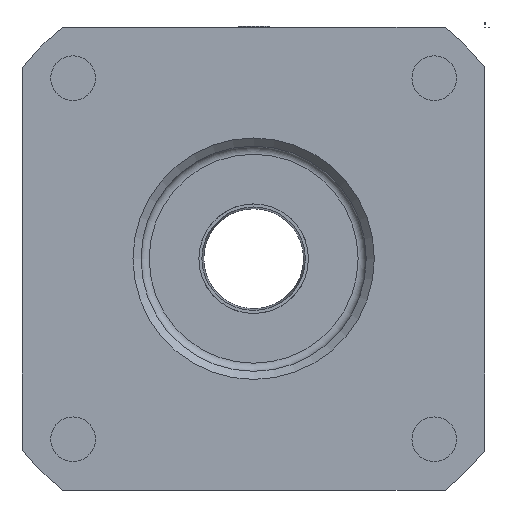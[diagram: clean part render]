
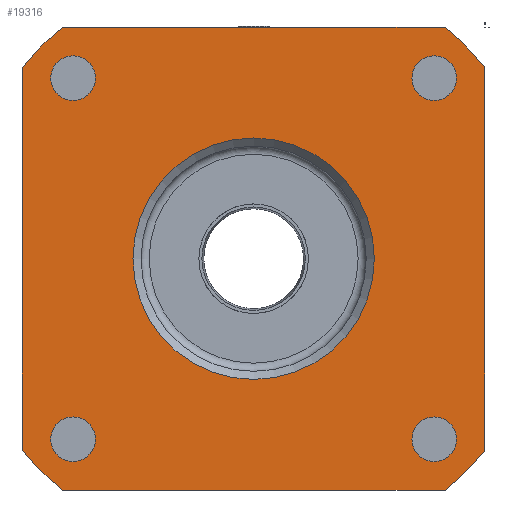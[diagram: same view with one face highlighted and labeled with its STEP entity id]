
A CAD part, left-side view. The second image highlights one B-rep face of the part: STEP entity #19316.
In plain terms, the highlighted planar face has unit normal (-1, 0, 0).
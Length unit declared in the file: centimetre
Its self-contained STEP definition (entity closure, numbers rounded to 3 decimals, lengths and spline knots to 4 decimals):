
#189=CIRCLE($,#19780,2.975);
#200=CIRCLE($,#19798,0.55);
#202=CIRCLE($,#19801,0.55);
#204=CIRCLE($,#19804,0.55);
#206=CIRCLE($,#19807,0.55);
#313=CIRCLE($,#19982,7.4);
#314=CIRCLE($,#19984,7.4);
#315=CIRCLE($,#19986,7.4);
#317=CIRCLE($,#19990,7.4);
#700=FACE_BOUND($,#3260,.T.);
#701=FACE_BOUND($,#3261,.T.);
#702=FACE_BOUND($,#3262,.T.);
#703=FACE_BOUND($,#3263,.T.);
#704=FACE_BOUND($,#3264,.T.);
#998=PLANE($,#19995);
#2014=FACE_OUTER_BOUND($,#3259,.T.);
#3259=EDGE_LOOP($,(#16929,#16930,#16931,#16932,#16933,#16934,#16935,#16936));
#3260=EDGE_LOOP($,(#16937));
#3261=EDGE_LOOP($,(#16938));
#3262=EDGE_LOOP($,(#16939));
#3263=EDGE_LOOP($,(#16940));
#3264=EDGE_LOOP($,(#16941));
#4634=LINE($,#39647,#5763);
#4635=LINE($,#39649,#5764);
#4636=LINE($,#39650,#5765);
#4637=LINE($,#39651,#5766);
#5763=VECTOR($,#22180,9.4382);
#5764=VECTOR($,#22183,9.4382);
#5765=VECTOR($,#22184,9.4382);
#5766=VECTOR($,#22185,9.4382);
#8750=VERTEX_POINT($,#38557);
#8761=VERTEX_POINT($,#38586);
#8763=VERTEX_POINT($,#38591);
#8765=VERTEX_POINT($,#38596);
#8767=VERTEX_POINT($,#38601);
#8925=VERTEX_POINT($,#39613);
#8926=VERTEX_POINT($,#39615);
#8927=VERTEX_POINT($,#39619);
#8928=VERTEX_POINT($,#39621);
#8929=VERTEX_POINT($,#39625);
#8930=VERTEX_POINT($,#39627);
#8932=VERTEX_POINT($,#39635);
#8933=VERTEX_POINT($,#39637);
#11475=EDGE_CURVE($,#8750,#8750,#189,.T.);
#11486=EDGE_CURVE($,#8761,#8761,#200,.T.);
#11488=EDGE_CURVE($,#8763,#8763,#202,.T.);
#11490=EDGE_CURVE($,#8765,#8765,#204,.T.);
#11492=EDGE_CURVE($,#8767,#8767,#206,.T.);
#11668=EDGE_CURVE($,#8925,#8926,#313,.T.);
#11671=EDGE_CURVE($,#8927,#8928,#314,.T.);
#11674=EDGE_CURVE($,#8929,#8930,#315,.T.);
#11679=EDGE_CURVE($,#8932,#8933,#317,.T.);
#11683=EDGE_CURVE($,#8925,#8933,#4634,.T.);
#11684=EDGE_CURVE($,#8927,#8926,#4635,.T.);
#11685=EDGE_CURVE($,#8928,#8929,#4636,.T.);
#11686=EDGE_CURVE($,#8930,#8932,#4637,.T.);
#16929=ORIENTED_EDGE($,*,*,#11679,.T.);
#16930=ORIENTED_EDGE($,*,*,#11683,.F.);
#16931=ORIENTED_EDGE($,*,*,#11668,.T.);
#16932=ORIENTED_EDGE($,*,*,#11684,.F.);
#16933=ORIENTED_EDGE($,*,*,#11671,.T.);
#16934=ORIENTED_EDGE($,*,*,#11685,.T.);
#16935=ORIENTED_EDGE($,*,*,#11674,.T.);
#16936=ORIENTED_EDGE($,*,*,#11686,.T.);
#16937=ORIENTED_EDGE($,*,*,#11475,.F.);
#16938=ORIENTED_EDGE($,*,*,#11486,.T.);
#16939=ORIENTED_EDGE($,*,*,#11488,.T.);
#16940=ORIENTED_EDGE($,*,*,#11490,.T.);
#16941=ORIENTED_EDGE($,*,*,#11492,.T.);
#19316=ADVANCED_FACE($,(#2014,#700,#701,#702,#703,#704),#998,.T.);
#19780=AXIS2_PLACEMENT_3D($,#38558,#21726,#21727);
#19798=AXIS2_PLACEMENT_3D($,#38587,#21762,#21763);
#19801=AXIS2_PLACEMENT_3D($,#38592,#21768,#21769);
#19804=AXIS2_PLACEMENT_3D($,#38597,#21774,#21775);
#19807=AXIS2_PLACEMENT_3D($,#38602,#21780,#21781);
#19982=AXIS2_PLACEMENT_3D($,#39617,#22144,#22145);
#19984=AXIS2_PLACEMENT_3D($,#39623,#22150,#22151);
#19986=AXIS2_PLACEMENT_3D($,#39629,#22156,#22157);
#19990=AXIS2_PLACEMENT_3D($,#39639,#22167,#22168);
#19995=AXIS2_PLACEMENT_3D($,#39648,#22181,#22182);
#21726=DIRECTION('center_axis',(-1.,0.,0.));
#21727=DIRECTION('ref_axis',(0.,0.,-1.));
#21762=DIRECTION('center_axis',(1.,0.,0.));
#21763=DIRECTION('ref_axis',(0.,0.,1.));
#21768=DIRECTION('center_axis',(1.,0.,0.));
#21769=DIRECTION('ref_axis',(0.,0.,1.));
#21774=DIRECTION('center_axis',(1.,0.,0.));
#21775=DIRECTION('ref_axis',(0.,0.,1.));
#21780=DIRECTION('center_axis',(1.,0.,0.));
#21781=DIRECTION('ref_axis',(0.,0.,1.));
#22144=DIRECTION('center_axis',(-1.,0.,0.));
#22145=DIRECTION('ref_axis',(0.,-1.,0.));
#22150=DIRECTION('center_axis',(-1.,0.,0.));
#22151=DIRECTION('ref_axis',(0.,-1.,0.));
#22156=DIRECTION('center_axis',(-1.,0.,0.));
#22157=DIRECTION('ref_axis',(0.,-1.,0.));
#22167=DIRECTION('center_axis',(-1.,0.,0.));
#22168=DIRECTION('ref_axis',(0.,-1.,0.));
#22180=DIRECTION($,(0.,0.,1.));
#22181=DIRECTION('center_axis',(-1.,0.,0.));
#22182=DIRECTION('ref_axis',(0.,0.,1.));
#22183=DIRECTION($,(0.,1.,0.));
#22184=DIRECTION($,(0.,0.,1.));
#22185=DIRECTION($,(0.,1.,0.));
#38557=CARTESIAN_POINT('',(-0.146,12.8074,8.675));
#38558=CARTESIAN_POINT('Origin',(-0.146,12.8074,5.7));
#38586=CARTESIAN_POINT('',(-0.146,17.2574,9.6));
#38587=CARTESIAN_POINT('Origin',(-0.146,17.2574,10.15));
#38591=CARTESIAN_POINT('',(-0.146,8.3574,0.7));
#38592=CARTESIAN_POINT('Origin',(-0.146,8.3574,1.25));
#38596=CARTESIAN_POINT('',(-0.146,17.2574,0.7));
#38597=CARTESIAN_POINT('Origin',(-0.146,17.2574,1.25));
#38601=CARTESIAN_POINT('',(-0.146,8.3574,9.6));
#38602=CARTESIAN_POINT('Origin',(-0.146,8.3574,10.15));
#39613=CARTESIAN_POINT('',(-0.146,18.5074,0.9809));
#39615=CARTESIAN_POINT('',(-0.146,17.5265,0.));
#39617=CARTESIAN_POINT('Origin',(-0.146,12.8074,5.7));
#39619=CARTESIAN_POINT('',(-0.146,8.0883,0.));
#39621=CARTESIAN_POINT('',(-0.146,7.1074,0.9809));
#39623=CARTESIAN_POINT('Origin',(-0.146,12.8074,5.7));
#39625=CARTESIAN_POINT('',(-0.146,7.1074,10.4191));
#39627=CARTESIAN_POINT('',(-0.146,8.0883,11.4));
#39629=CARTESIAN_POINT('Origin',(-0.146,12.8074,5.7));
#39635=CARTESIAN_POINT('',(-0.146,17.5265,11.4));
#39637=CARTESIAN_POINT('',(-0.146,18.5074,10.4191));
#39639=CARTESIAN_POINT('Origin',(-0.146,12.8074,5.7));
#39647=CARTESIAN_POINT($,(-0.146,18.5074,0.9809));
#39648=CARTESIAN_POINT('Origin',(-0.146,7.1074,0.));
#39649=CARTESIAN_POINT($,(-0.146,8.0883,0.));
#39650=CARTESIAN_POINT($,(-0.146,7.1074,0.9809));
#39651=CARTESIAN_POINT($,(-0.146,8.0883,11.4));
